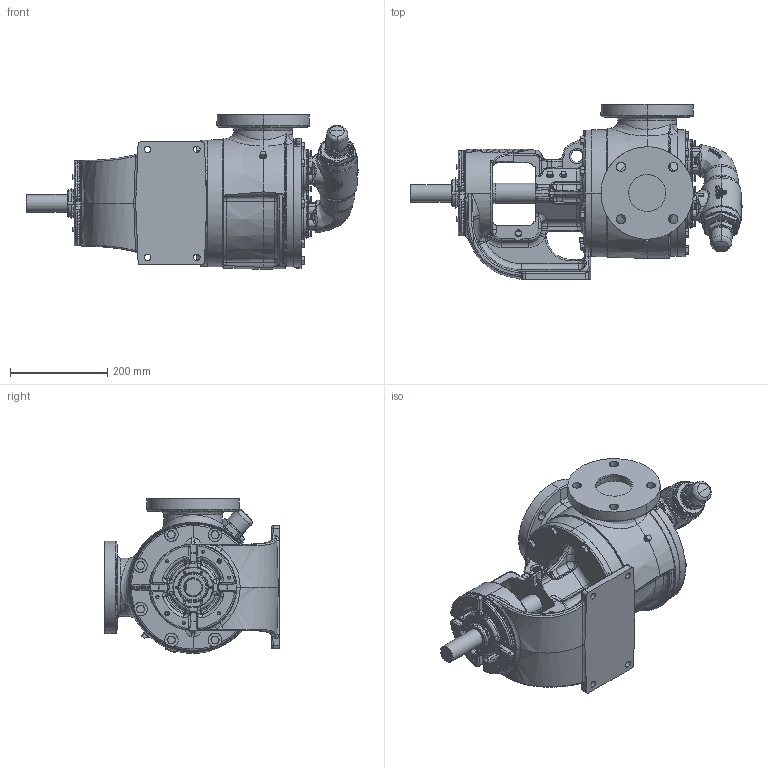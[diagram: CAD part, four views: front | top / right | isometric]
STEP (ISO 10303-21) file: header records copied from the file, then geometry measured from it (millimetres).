
FILE_DESCRIPTION (( 'STEP AP214' ), '1' );
FILE_NAME ('LS123A.STEP', '2016-08-23T14:53:36', ( '' ), ( '' ), 'SwSTEP 2.0', 'SolidWorks 2015', '' );
FILE_SCHEMA (( 'AUTOMOTIVE_DESIGN' ));
Length unit declared in the file: inch
Products named in the file (1): LS123A
Bounding box: 684.48 x 360.43 x 318.59 mm (x, y, z)
Volume: 18748672.8 mm3; surface area: 939693.5 mm2
Topology: 1 solids, 1 shells, 3997 faces, 10537 edges, 6564 vertices
Faces by surface type: bspline 1343, plane 1177, cylinder 944, cone 533
Entity records: 331329 total; most frequent: CARTESIAN_POINT 197483, ORIENTED_EDGE 20768, DIRECTION 11355, EDGE_CURVE 10384, VERTEX_POINT 6564, B_SPLINE_CURVE_WITH_KNOTS 5823, AXIS2_PLACEMENT_3D 4280, EDGE_LOOP 4210
